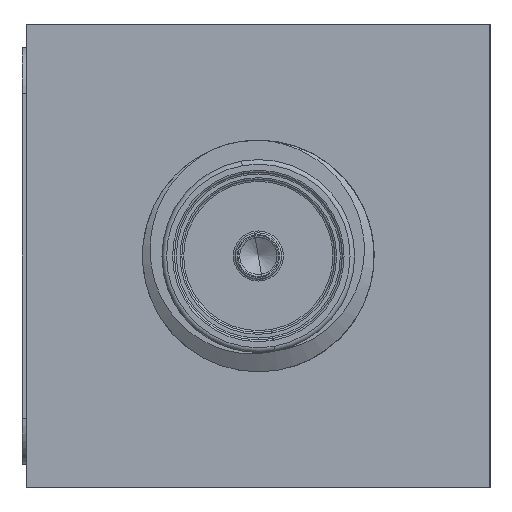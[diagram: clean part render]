
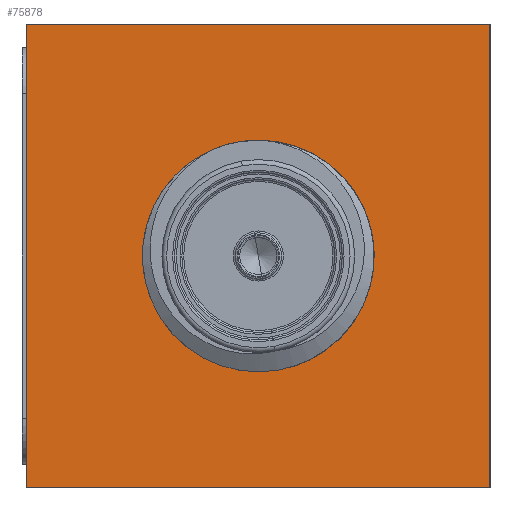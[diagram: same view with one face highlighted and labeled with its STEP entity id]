
A CAD part, left-side view. The second image highlights one B-rep face of the part: STEP entity #75878.
In plain terms, the highlighted planar face has unit normal (-1, 0, 0).
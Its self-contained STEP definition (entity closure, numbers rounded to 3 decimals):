
#2486 = CIRCLE ( 'NONE', #48034, 0.635 ) ;
#2898 = LINE ( 'NONE', #34194, #7331 ) ;
#3962 = EDGE_CURVE ( 'NONE', #6744, #63554, #2486, .T. ) ;
#6744 = VERTEX_POINT ( 'NONE', #67035 ) ;
#7052 = ORIENTED_EDGE ( 'NONE', *, *, #22340, .F. ) ;
#7331 = VECTOR ( 'NONE', #59125, 1000. ) ;
#8616 = VECTOR ( 'NONE', #16845, 1000. ) ;
#9117 = LINE ( 'NONE', #34726, #8616 ) ;
#10377 = VECTOR ( 'NONE', #29963, 1000. ) ;
#11915 = EDGE_LOOP ( 'NONE', ( #16854, #71837 ) ) ;
#12649 = EDGE_LOOP ( 'NONE', ( #18932, #26438, #7052, #31146 ) ) ;
#13061 = DIRECTION ( 'NONE',  ( 0., -1., 0. ) ) ;
#14707 = FACE_BOUND ( 'NONE', #11915, .T. ) ;
#16845 = DIRECTION ( 'NONE',  ( 0., 0., 1. ) ) ;
#16854 = ORIENTED_EDGE ( 'NONE', *, *, #71426, .F. ) ;
#17187 = CIRCLE ( 'NONE', #62775, 0.635 ) ;
#18298 = CARTESIAN_POINT ( 'NONE',  ( -13.308, 18.764, 7.245 ) ) ;
#18932 = ORIENTED_EDGE ( 'NONE', *, *, #54003, .T. ) ;
#19150 = CARTESIAN_POINT ( 'NONE',  ( -13.308, 18.764, 7.245 ) ) ;
#22340 = EDGE_CURVE ( 'NONE', #48344, #68338, #2898, .T. ) ;
#23101 = FACE_OUTER_BOUND ( 'NONE', #12649, .T. ) ;
#26438 = ORIENTED_EDGE ( 'NONE', *, *, #36555, .F. ) ;
#27026 = DIRECTION ( 'NONE',  ( 0., 0., 1. ) ) ;
#27531 = CARTESIAN_POINT ( 'NONE',  ( -13.308, 18.764, 19.945 ) ) ;
#28524 = VERTEX_POINT ( 'NONE', #69946 ) ;
#29963 = DIRECTION ( 'NONE',  ( 0., -1., 0. ) ) ;
#29982 = DIRECTION ( 'NONE',  ( 1., 0., 0. ) ) ;
#31146 = ORIENTED_EDGE ( 'NONE', *, *, #51362, .T. ) ;
#34194 = CARTESIAN_POINT ( 'NONE',  ( -13.308, 18.764, 19.945 ) ) ;
#34726 = CARTESIAN_POINT ( 'NONE',  ( -13.308, 6.064, 19.945 ) ) ;
#36555 = EDGE_CURVE ( 'NONE', #68338, #28524, #42650, .T. ) ;
#42650 = LINE ( 'NONE', #55686, #10377 ) ;
#48034 = AXIS2_PLACEMENT_3D ( 'NONE', #76493, #65396, #27026 ) ;
#48344 = VERTEX_POINT ( 'NONE', #18298 ) ;
#51362 = EDGE_CURVE ( 'NONE', #48344, #74886, #75058, .T. ) ;
#53702 = PLANE ( 'NONE',  #76499 ) ;
#54003 = EDGE_CURVE ( 'NONE', #74886, #28524, #9117, .T. ) ;
#55686 = CARTESIAN_POINT ( 'NONE',  ( -13.308, 18.764, 19.945 ) ) ;
#58352 = CARTESIAN_POINT ( 'NONE',  ( -13.308, 12.414, 14.23 ) ) ;
#58360 = CARTESIAN_POINT ( 'NONE',  ( -13.308, 18.764, 19.945 ) ) ;
#58415 = DIRECTION ( 'NONE',  ( -1., 0., 0. ) ) ;
#59125 = DIRECTION ( 'NONE',  ( 0., 0., 1. ) ) ;
#60252 = DIRECTION ( 'NONE',  ( 0., 0., -1. ) ) ;
#60852 = VECTOR ( 'NONE', #13061, 1000. ) ;
#62775 = AXIS2_PLACEMENT_3D ( 'NONE', #63310, #58415, #70652 ) ;
#63310 = CARTESIAN_POINT ( 'NONE',  ( -13.308, 12.414, 13.595 ) ) ;
#63554 = VERTEX_POINT ( 'NONE', #58352 ) ;
#65396 = DIRECTION ( 'NONE',  ( -1., 0., 0. ) ) ;
#66062 = CARTESIAN_POINT ( 'NONE',  ( -13.308, 6.064, 7.245 ) ) ;
#67035 = CARTESIAN_POINT ( 'NONE',  ( -13.308, 12.414, 12.96 ) ) ;
#68338 = VERTEX_POINT ( 'NONE', #27531 ) ;
#69946 = CARTESIAN_POINT ( 'NONE',  ( -13.308, 6.064, 19.945 ) ) ;
#70652 = DIRECTION ( 'NONE',  ( 0., 0., 1. ) ) ;
#71426 = EDGE_CURVE ( 'NONE', #63554, #6744, #17187, .T. ) ;
#71837 = ORIENTED_EDGE ( 'NONE', *, *, #3962, .F. ) ;
#74886 = VERTEX_POINT ( 'NONE', #66062 ) ;
#75058 = LINE ( 'NONE', #19150, #60852 ) ;
#75878 = ADVANCED_FACE ( 'NONE', ( #23101, #14707 ), #53702, .F. ) ;
#76493 = CARTESIAN_POINT ( 'NONE',  ( -13.308, 12.414, 13.595 ) ) ;
#76499 = AXIS2_PLACEMENT_3D ( 'NONE', #58360, #29982, #60252 ) ;
